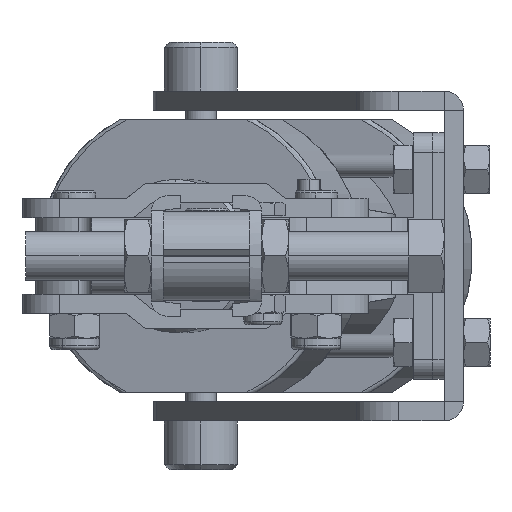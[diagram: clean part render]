
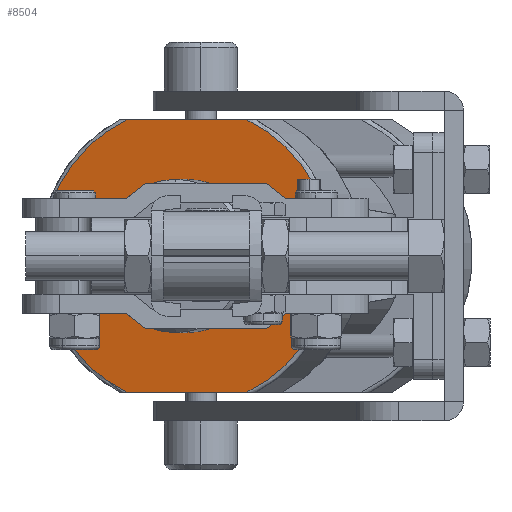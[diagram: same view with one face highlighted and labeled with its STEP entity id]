
A CAD part, left-side view. The second image highlights one B-rep face of the part: STEP entity #8504.
In plain terms, the highlighted planar face has unit normal (-0.97, 0.245, 0).
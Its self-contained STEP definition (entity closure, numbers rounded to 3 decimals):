
#33 = DIRECTION ( 'NONE',  ( 0., 0., -1. ) ) ;
#362 = EDGE_CURVE ( 'NONE', #739, #8713, #26268, .T. ) ;
#410 = ORIENTED_EDGE ( 'NONE', *, *, #9116, .T. ) ;
#739 = VERTEX_POINT ( 'NONE', #8655 ) ;
#1444 = VECTOR ( 'NONE', #5926, 1000. ) ;
#2160 = CARTESIAN_POINT ( 'NONE',  ( 76.962, 64.17, -5. ) ) ;
#2385 = DIRECTION ( 'NONE',  ( 0., 0., -1. ) ) ;
#3460 = DIRECTION ( 'NONE',  ( 0., 0., -1. ) ) ;
#3594 = ORIENTED_EDGE ( 'NONE', *, *, #12070, .F. ) ;
#4207 = ORIENTED_EDGE ( 'NONE', *, *, #362, .F. ) ;
#5449 = EDGE_LOOP ( 'NONE', ( #4207, #3594 ) ) ;
#5645 = EDGE_CURVE ( 'NONE', #25856, #25198, #23650, .T. ) ;
#5891 = LINE ( 'NONE', #7912, #32087 ) ;
#5926 = DIRECTION ( 'NONE',  ( -0.245, -0.97, 0. ) ) ;
#6044 = DIRECTION ( 'NONE',  ( -0.97, 0.245, 0. ) ) ;
#6099 = VERTEX_POINT ( 'NONE', #30673 ) ;
#6152 = CARTESIAN_POINT ( 'NONE',  ( 76.962, 64.17, -5. ) ) ;
#7912 = CARTESIAN_POINT ( 'NONE',  ( 76.962, 64.17, 30.5 ) ) ;
#8139 = AXIS2_PLACEMENT_3D ( 'NONE', #32151, #8691, #9074 ) ;
#8504 = ADVANCED_FACE ( 'NONE', ( #15645, #21530 ), #19242, .F. ) ;
#8655 = CARTESIAN_POINT ( 'NONE',  ( 76.962, 64.17, -25. ) ) ;
#8691 = DIRECTION ( 'NONE',  ( -0.97, 0.245, 0. ) ) ;
#8713 = VERTEX_POINT ( 'NONE', #23317 ) ;
#9074 = DIRECTION ( 'NONE',  ( 0., 0., -1. ) ) ;
#9116 = EDGE_CURVE ( 'NONE', #6099, #10449, #29769, .T. ) ;
#9205 = DIRECTION ( 'NONE',  ( -0.97, 0.245, 0. ) ) ;
#9334 = AXIS2_PLACEMENT_3D ( 'NONE', #23765, #6044, #3460 ) ;
#10181 = CARTESIAN_POINT ( 'NONE',  ( 73.011, 48.513, -40.5 ) ) ;
#10449 = VERTEX_POINT ( 'NONE', #19436 ) ;
#11368 = AXIS2_PLACEMENT_3D ( 'NONE', #20203, #9205, #12894 ) ;
#12070 = EDGE_CURVE ( 'NONE', #8713, #739, #13942, .T. ) ;
#12894 = DIRECTION ( 'NONE',  ( 0., 0., -1. ) ) ;
#13010 = ORIENTED_EDGE ( 'NONE', *, *, #5645, .T. ) ;
#13942 = CIRCLE ( 'NONE', #30225, 20. ) ;
#15519 = EDGE_LOOP ( 'NONE', ( #19559, #13010, #31140, #410 ) ) ;
#15645 = FACE_OUTER_BOUND ( 'NONE', #15519, .T. ) ;
#17933 = DIRECTION ( 'NONE',  ( -0.97, 0.245, 0. ) ) ;
#18492 = CARTESIAN_POINT ( 'NONE',  ( 76.962, 64.17, -40.5 ) ) ;
#19242 = PLANE ( 'NONE',  #24697 ) ;
#19436 = CARTESIAN_POINT ( 'NONE',  ( 80.913, 79.827, -40.5 ) ) ;
#19559 = ORIENTED_EDGE ( 'NONE', *, *, #30112, .T. ) ;
#20203 = CARTESIAN_POINT ( 'NONE',  ( 76.962, 64.17, -5. ) ) ;
#21530 = FACE_BOUND ( 'NONE', #5449, .T. ) ;
#21799 = LINE ( 'NONE', #18492, #1444 ) ;
#22643 = DIRECTION ( 'NONE',  ( 0.97, -0.245, 0. ) ) ;
#23317 = CARTESIAN_POINT ( 'NONE',  ( 76.962, 64.17, 15. ) ) ;
#23650 = CIRCLE ( 'NONE', #8139, 39. ) ;
#23765 = CARTESIAN_POINT ( 'NONE',  ( 76.962, 64.17, -5. ) ) ;
#23972 = CARTESIAN_POINT ( 'NONE',  ( 73.011, 48.513, 30.5 ) ) ;
#24697 = AXIS2_PLACEMENT_3D ( 'NONE', #2160, #22643, #2385 ) ;
#25198 = VERTEX_POINT ( 'NONE', #23972 ) ;
#25667 = DIRECTION ( 'NONE',  ( 0.245, 0.97, 0. ) ) ;
#25856 = VERTEX_POINT ( 'NONE', #10181 ) ;
#26268 = CIRCLE ( 'NONE', #11368, 20. ) ;
#29769 = CIRCLE ( 'NONE', #9334, 39. ) ;
#30112 = EDGE_CURVE ( 'NONE', #10449, #25856, #21799, .T. ) ;
#30225 = AXIS2_PLACEMENT_3D ( 'NONE', #6152, #17933, #33 ) ;
#30673 = CARTESIAN_POINT ( 'NONE',  ( 80.913, 79.827, 30.5 ) ) ;
#31140 = ORIENTED_EDGE ( 'NONE', *, *, #33021, .T. ) ;
#32087 = VECTOR ( 'NONE', #25667, 1000. ) ;
#32151 = CARTESIAN_POINT ( 'NONE',  ( 76.962, 64.17, -5. ) ) ;
#33021 = EDGE_CURVE ( 'NONE', #25198, #6099, #5891, .T. ) ;
